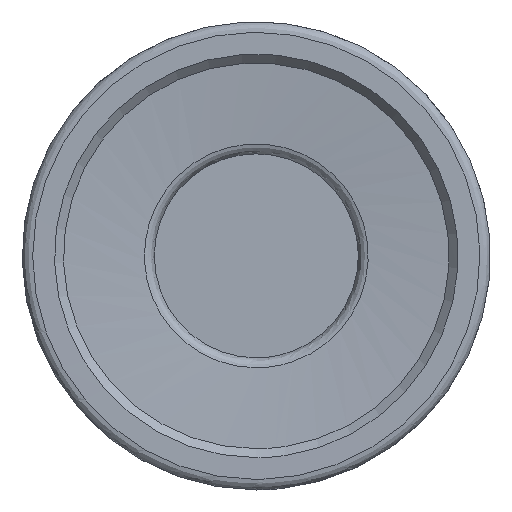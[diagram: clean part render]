
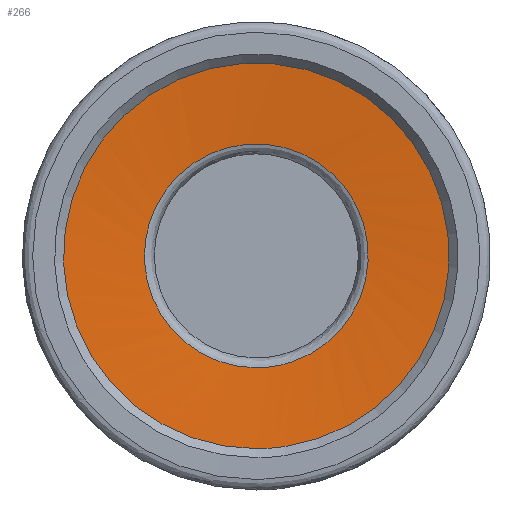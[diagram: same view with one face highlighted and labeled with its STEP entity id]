
A CAD part, left-side view. The second image highlights one B-rep face of the part: STEP entity #266.
In plain terms, the highlighted face is a revolution surface.
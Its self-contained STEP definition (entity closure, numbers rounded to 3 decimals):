
#27=B_SPLINE_CURVE_WITH_KNOTS('',3,(#690,#691,#692,#693),.UNSPECIFIED.,
 .F.,.F.,(4,4),(0.,1.),.UNSPECIFIED.);
#42=SURFACE_OF_REVOLUTION('',#27,#54);
#54=AXIS1_PLACEMENT('',#694,#581);
#238=FACE_BOUND('',#319,.T.);
#239=FACE_BOUND('',#320,.T.);
#266=ADVANCED_FACE('',(#238,#239),#42,.T.);
#319=EDGE_LOOP('',(#369));
#320=EDGE_LOOP('',(#370));
#369=ORIENTED_EDGE('',*,*,#422,.F.);
#370=ORIENTED_EDGE('',*,*,#421,.T.);
#396=VERTEX_POINT('',#682);
#397=VERTEX_POINT('',#689);
#421=EDGE_CURVE('',#396,#396,#446,.T.);
#422=EDGE_CURVE('',#397,#397,#447,.T.);
#446=CIRCLE('',#486,5.019);
#447=CIRCLE('',#487,8.647);
#486=AXIS2_PLACEMENT_3D('',#681,#576,#577);
#487=AXIS2_PLACEMENT_3D('',#688,#579,#580);
#576=DIRECTION('',(1.,0.,0.));
#577=DIRECTION('',(0.,0.,-1.));
#579=DIRECTION('',(1.,0.,0.));
#580=DIRECTION('',(0.,0.,-1.));
#581=DIRECTION('',(1.,0.,0.));
#681=CARTESIAN_POINT('',(0.716,0.,0.));
#682=CARTESIAN_POINT('',(0.716,0.,-5.019));
#688=CARTESIAN_POINT('',(0.413,0.,0.));
#689=CARTESIAN_POINT('',(0.413,0.,-8.647));
#690=CARTESIAN_POINT('',(0.716,-4.896,1.103));
#691=CARTESIAN_POINT('',(0.616,-6.144,0.851));
#692=CARTESIAN_POINT('',(0.515,-7.392,0.598));
#693=CARTESIAN_POINT('',(0.413,-8.64,0.346));
#694=CARTESIAN_POINT('',(25.,0.,0.));
